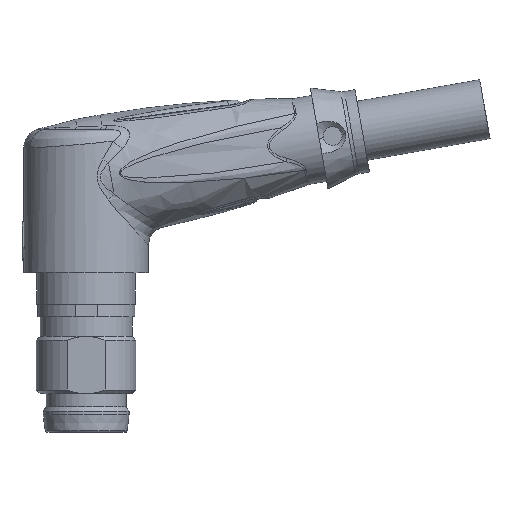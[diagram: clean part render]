
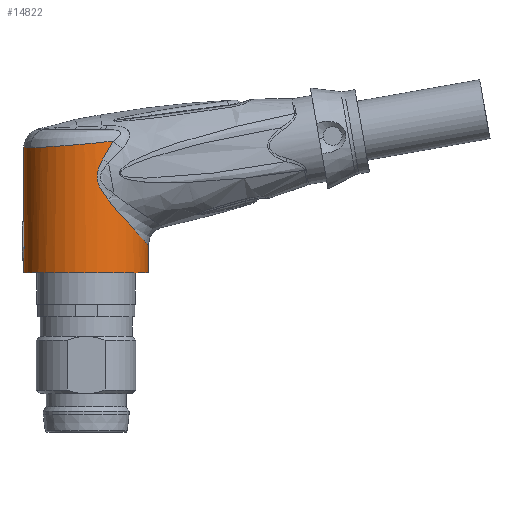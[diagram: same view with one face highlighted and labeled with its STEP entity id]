
A CAD part, left-side view. The second image highlights one B-rep face of the part: STEP entity #14822.
In plain terms, the highlighted cylindrical face has radius 5 mm (diameter 10 mm), a partial arc.
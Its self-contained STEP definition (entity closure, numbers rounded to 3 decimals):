
#2010=CARTESIAN_POINT('',(0.,0.,1.295));
#2011=DIRECTION('',(0.,0.,1.));
#2012=DIRECTION('',(0.,1.,0.));
#2013=AXIS2_PLACEMENT_3D('',#2010,#2011,#2012);
#2018=CARTESIAN_POINT('',(0.,5.,2.295));
#2020=DIRECTION('',(0.,0.,-1.));
#2021=VECTOR('',#2020,1.);
#2022=CARTESIAN_POINT('',(0.,5.,2.295));
#2023=LINE('',#2022,#2021);
#2037=CARTESIAN_POINT('',(0.,5.,11.39));
#2039=DIRECTION('',(0.,0.,-1.));
#2040=VECTOR('',#2039,5.995);
#2041=CARTESIAN_POINT('',(0.,5.,11.39));
#2042=LINE('',#2041,#2040);
#2092=CARTESIAN_POINT('',(0.,0.,5.395));
#2093=DIRECTION('',(0.,0.,1.));
#2094=DIRECTION('',(0.,1.,0.));
#2095=AXIS2_PLACEMENT_3D('',#2092,#2093,#2094);
#2101=CARTESIAN_POINT('',(0.,5.,11.39));
#2102=CARTESIAN_POINT('',(-0.041,5.,
11.39));
#2103=CARTESIAN_POINT('',(-0.123,4.999,
11.389));
#2104=CARTESIAN_POINT('',(-0.246,4.994,
11.387));
#2105=CARTESIAN_POINT('',(-0.328,4.989,
11.384));
#2106=CARTESIAN_POINT('',(-0.369,4.986,
11.383));
#2107=CARTESIAN_POINT('',(-0.369,4.986,
11.383));
#2109=CARTESIAN_POINT('',(-0.369,4.986,
11.383));
#2110=CARTESIAN_POINT('',(-0.59,4.97,
11.374));
#2111=CARTESIAN_POINT('',(-1.025,4.908,11.347));
#2112=CARTESIAN_POINT('',(-1.657,4.732,11.319));
#2113=CARTESIAN_POINT('',(-2.049,4.566,11.32));
#2114=CARTESIAN_POINT('',(-2.238,4.471,11.326));
#2116=CARTESIAN_POINT('',(-4.506,-2.168,
11.886));
#2117=CARTESIAN_POINT('',(-4.555,-2.066,
11.72));
#2118=CARTESIAN_POINT('',(-4.642,-1.867,
11.392));
#2119=CARTESIAN_POINT('',(-4.744,-1.588,
10.911));
#2120=CARTESIAN_POINT('',(-4.795,-1.418,
10.597));
#2121=CARTESIAN_POINT('',(-4.817,-1.339,
10.441));
#2123=CARTESIAN_POINT('',(-4.817,-1.339,
10.441));
#2124=CARTESIAN_POINT('',(-4.843,-1.247,
10.26));
#2125=CARTESIAN_POINT('',(-4.883,-1.082,
9.912));
#2126=CARTESIAN_POINT('',(-4.917,-0.908,
9.415));
#2127=CARTESIAN_POINT('',(-4.927,-0.853,
8.956));
#2128=CARTESIAN_POINT('',(-4.914,-0.924,
8.538));
#2129=CARTESIAN_POINT('',(-4.874,-1.126,
8.088));
#2130=CARTESIAN_POINT('',(-4.798,-1.42,
7.631));
#2131=CARTESIAN_POINT('',(-4.719,-1.658,
7.312));
#2132=CARTESIAN_POINT('',(-4.67,-1.785,
7.149));
#2134=CARTESIAN_POINT('',(-4.67,-1.785,
7.149));
#2135=CARTESIAN_POINT('',(-4.556,-2.085,6.764));
#2136=CARTESIAN_POINT('',(-4.262,-2.675,
6.075));
#2137=CARTESIAN_POINT('',(-3.672,-3.437,
5.219));
#2138=CARTESIAN_POINT('',(-2.987,-4.043,
4.554));
#2139=CARTESIAN_POINT('',(-2.244,-4.494,
4.061));
#2140=CARTESIAN_POINT('',(-1.488,-4.795,
3.735));
#2141=CARTESIAN_POINT('',(-0.742,-4.964,
3.552));
#2142=CARTESIAN_POINT('',(-0.244,-5.,
3.513));
#2143=CARTESIAN_POINT('',(0.,-5.,3.513));
#2145=DIRECTION('',(0.,0.,-1.));
#2146=VECTOR('',#2145,2.218);
#2147=CARTESIAN_POINT('',(0.,-5.,3.513));
#2148=LINE('',#2147,#2146);
#2149=CARTESIAN_POINT('',(0.,5.,2.295));
#2150=CARTESIAN_POINT('',(-0.257,5.,2.662));
#2151=CARTESIAN_POINT('',(-0.514,4.98,
3.029));
#2152=CARTESIAN_POINT('',(-0.77,4.94,3.395));
#2154=DIRECTION('',(0.,0.,1.));
#2155=VECTOR('',#2154,2.);
#2156=CARTESIAN_POINT('',(-0.35,4.988,3.395));
#2157=LINE('',#2156,#2155);
#3564=CARTESIAN_POINT('',(-4.506,-2.168,
11.886));
#3565=CARTESIAN_POINT('',(-4.667,-1.833,
11.842));
#3566=CARTESIAN_POINT('',(-4.913,-1.129,
11.76));
#3567=CARTESIAN_POINT('',(-5.041,-0.017,
11.652));
#3568=CARTESIAN_POINT('',(-4.921,1.094,11.557));
#3569=CARTESIAN_POINT('',(-4.559,2.151,11.477));
#3570=CARTESIAN_POINT('',(-3.974,3.102,11.412));
#3571=CARTESIAN_POINT('',(-3.193,3.901,11.361));
#3572=CARTESIAN_POINT('',(-2.568,4.306,11.336));
#3573=CARTESIAN_POINT('',(-2.238,4.471,11.326));
#5978=CARTESIAN_POINT('',(0.,0.,3.395));
#5979=DIRECTION('',(0.,0.,1.));
#5980=DIRECTION('',(-0.07,0.998,0.));
#5981=AXIS2_PLACEMENT_3D('',#5978,#5979,#5980);
#11567=CARTESIAN_POINT('',(0.,-5.,1.295));
#11568=CARTESIAN_POINT('',(0.,5.,1.295));
#11569=VERTEX_POINT('',#11567);
#11570=VERTEX_POINT('',#11568);
#11572=VERTEX_POINT('',#2018);
#11573=CARTESIAN_POINT('',(0.,-5.,3.513));
#11574=VERTEX_POINT('',#11573);
#11588=VERTEX_POINT('',#2037);
#11589=CARTESIAN_POINT('',(0.,5.,5.395));
#11590=VERTEX_POINT('',#11589);
#11607=CARTESIAN_POINT('',(-0.35,4.988,5.395));
#11608=VERTEX_POINT('',#11607);
#11609=VERTEX_POINT('',#2107);
#11610=VERTEX_POINT('',#2114);
#11611=VERTEX_POINT('',#3564);
#11612=VERTEX_POINT('',#2121);
#11613=VERTEX_POINT('',#2132);
#11614=VERTEX_POINT('',#2152);
#11615=CARTESIAN_POINT('',(-0.35,4.988,3.395));
#11616=VERTEX_POINT('',#11615);
#14792=CARTESIAN_POINT('',(0.,0.,13.37));
#14793=DIRECTION('',(0.,0.,-1.));
#14794=DIRECTION('',(0.,-1.,0.));
#14795=AXIS2_PLACEMENT_3D('',#14792,#14793,#14794);
#14796=CYLINDRICAL_SURFACE('',#14795,5.);
#14797=ORIENTED_EDGE('',*,*,#14778,.F.);
#14798=ORIENTED_EDGE('',*,*,#14662,.F.);
#14800=ORIENTED_EDGE('',*,*,#14799,.T.);
#14802=ORIENTED_EDGE('',*,*,#14801,.T.);
#14804=ORIENTED_EDGE('',*,*,#14803,.F.);
#14806=ORIENTED_EDGE('',*,*,#14805,.T.);
#14808=ORIENTED_EDGE('',*,*,#14807,.T.);
#14810=ORIENTED_EDGE('',*,*,#14809,.T.);
#14811=ORIENTED_EDGE('',*,*,#14638,.T.);
#14812=ORIENTED_EDGE('',*,*,#14611,.F.);
#14813=ORIENTED_EDGE('',*,*,#14635,.F.);
#14815=ORIENTED_EDGE('',*,*,#14814,.T.);
#14817=ORIENTED_EDGE('',*,*,#14816,.F.);
#14819=ORIENTED_EDGE('',*,*,#14818,.T.);
#14820=EDGE_LOOP('',(#14797,#14798,#14800,#14802,#14804,#14806,#14808,#14810,
#14811,#14812,#14813,#14815,#14817,#14819));
#14821=FACE_OUTER_BOUND('',#14820,.F.);
#14822=ADVANCED_FACE('',(#14821),#14796,.T.);
#2014=CIRCLE('',#2013,5.);
#2096=CIRCLE('',#2095,5.);
#2108=B_SPLINE_CURVE_WITH_KNOTS('',3,(#2101,#2102,#2103,#2104,#2105,#2106,
#2107),.UNSPECIFIED.,.F.,.F.,(4,1,1,1,4),(0.,0.333,
0.666,1.,1.),.UNSPECIFIED.);
#2115=B_SPLINE_CURVE_WITH_KNOTS('',3,(#2109,#2110,#2111,#2112,#2113,#2114),
.UNSPECIFIED.,.F.,.F.,(4,1,1,4),(0.,0.333,0.667,1.),
.UNSPECIFIED.);
#2122=B_SPLINE_CURVE_WITH_KNOTS('',3,(#2116,#2117,#2118,#2119,#2120,#2121),
.UNSPECIFIED.,.F.,.F.,(4,1,1,4),(0.,0.333,0.667,1.),
.UNSPECIFIED.);
#2133=B_SPLINE_CURVE_WITH_KNOTS('',3,(#2123,#2124,#2125,#2126,#2127,#2128,#2129,
#2130,#2131,#2132),.UNSPECIFIED.,.F.,.F.,(4,1,1,1,1,1,1,4),(0.,
0.143,0.286,0.429,0.571,
0.714,0.857,1.),.UNSPECIFIED.);
#2144=B_SPLINE_CURVE_WITH_KNOTS('',3,(#2134,#2135,#2136,#2137,#2138,#2139,#2140,
#2141,#2142,#2143),.UNSPECIFIED.,.F.,.F.,(4,1,1,1,1,1,1,4),(0.,
0.143,0.286,0.429,0.571,
0.714,0.857,1.),.UNSPECIFIED.);
#2153=B_SPLINE_CURVE_WITH_KNOTS('',3,(#2149,#2150,#2151,#2152),.UNSPECIFIED.,
.F.,.F.,(4,4),(0.,1.),.UNSPECIFIED.);
#3574=B_SPLINE_CURVE_WITH_KNOTS('',3,(#3564,#3565,#3566,#3567,#3568,#3569,#3570,
#3571,#3572,#3573),.UNSPECIFIED.,.F.,.F.,(4,1,1,1,1,1,1,4),(0.,
0.143,0.286,0.429,0.571,
0.714,0.857,1.),.UNSPECIFIED.);
#5982=CIRCLE('',#5981,5.);
#14611=EDGE_CURVE('',#11570,#11569,#2014,.T.);
#14635=EDGE_CURVE('',#11572,#11570,#2023,.T.);
#14638=EDGE_CURVE('',#11574,#11569,#2148,.T.);
#14662=EDGE_CURVE('',#11588,#11590,#2042,.T.);
#14778=EDGE_CURVE('',#11590,#11608,#2096,.T.);
#14799=EDGE_CURVE('',#11588,#11609,#2108,.T.);
#14801=EDGE_CURVE('',#11609,#11610,#2115,.T.);
#14803=EDGE_CURVE('',#11611,#11610,#3574,.T.);
#14805=EDGE_CURVE('',#11611,#11612,#2122,.T.);
#14807=EDGE_CURVE('',#11612,#11613,#2133,.T.);
#14809=EDGE_CURVE('',#11613,#11574,#2144,.T.);
#14814=EDGE_CURVE('',#11572,#11614,#2153,.T.);
#14816=EDGE_CURVE('',#11616,#11614,#5982,.T.);
#14818=EDGE_CURVE('',#11616,#11608,#2157,.T.);
